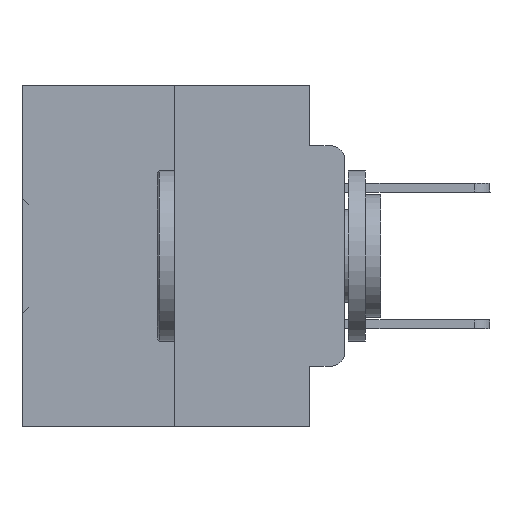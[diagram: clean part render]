
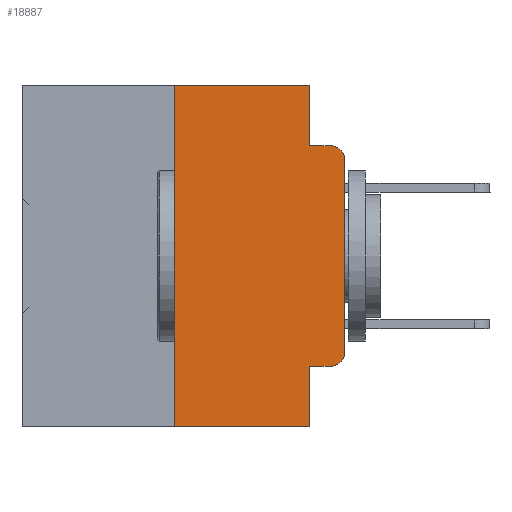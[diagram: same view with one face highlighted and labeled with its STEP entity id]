
A CAD part, left-side view. The second image highlights one B-rep face of the part: STEP entity #18887.
In plain terms, the highlighted planar face has unit normal (-1, 0, 0).
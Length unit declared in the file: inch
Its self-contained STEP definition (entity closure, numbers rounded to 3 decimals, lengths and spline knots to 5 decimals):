
#729 = DIRECTION ( 'NONE',  ( 0., -1., 0. ) ) ;
#761 = DIRECTION ( 'NONE',  ( 0., 0., 1. ) ) ;
#1598 = VERTEX_POINT ( 'NONE', #35634 ) ;
#1599 = VERTEX_POINT ( 'NONE', #29104 ) ;
#2363 = DIRECTION ( 'NONE',  ( 0., -1., 0. ) ) ;
#2380 = ORIENTED_EDGE ( 'NONE', *, *, #21338, .F. ) ;
#2416 = ORIENTED_EDGE ( 'NONE', *, *, #13418, .T. ) ;
#2857 = EDGE_LOOP ( 'NONE', ( #16834, #26447, #35243, #6620, #30172, #2380, #31566, #25558, #2416, #37583 ) ) ;
#2905 = CARTESIAN_POINT ( 'NONE',  ( 0., 0., -0.1085 ) ) ;
#3574 = CARTESIAN_POINT ( 'NONE',  ( 0., 0.051, 0. ) ) ;
#4733 = LINE ( 'NONE', #28660, #5650 ) ;
#5248 = VERTEX_POINT ( 'NONE', #2905 ) ;
#5336 = VERTEX_POINT ( 'NONE', #33106 ) ;
#5543 = LINE ( 'NONE', #20312, #28153 ) ;
#5650 = VECTOR ( 'NONE', #8022, 39.37008 ) ;
#5988 = AXIS2_PLACEMENT_3D ( 'NONE', #25263, #7618, #28262 ) ;
#6620 = ORIENTED_EDGE ( 'NONE', *, *, #23290, .F. ) ;
#7328 = LINE ( 'NONE', #33002, #24841 ) ;
#7405 = CARTESIAN_POINT ( 'NONE',  ( 0., 0., -0.3915 ) ) ;
#7618 = DIRECTION ( 'NONE',  ( 1., 0., 0. ) ) ;
#7822 = AXIS2_PLACEMENT_3D ( 'NONE', #8292, #28926, #11247 ) ;
#8022 = DIRECTION ( 'NONE',  ( 0., 0., -1. ) ) ;
#8292 = CARTESIAN_POINT ( 'NONE',  ( 0., 0.02, -0.3915 ) ) ;
#8423 = VECTOR ( 'NONE', #35259, 39.37008 ) ;
#9771 = EDGE_CURVE ( 'NONE', #33834, #35979, #7328, .T. ) ;
#11168 = CARTESIAN_POINT ( 'NONE',  ( 0., 0.051, 0. ) ) ;
#11247 = DIRECTION ( 'NONE',  ( 0., 0., -1. ) ) ;
#11435 = EDGE_CURVE ( 'NONE', #5336, #27266, #25614, .T. ) ;
#12714 = AXIS2_PLACEMENT_3D ( 'NONE', #15429, #36073, #18434 ) ;
#13418 = EDGE_CURVE ( 'NONE', #35171, #5336, #5543, .T. ) ;
#15407 = EDGE_CURVE ( 'NONE', #35171, #15528, #32664, .T. ) ;
#15429 = CARTESIAN_POINT ( 'NONE',  ( 0., 0.02, -0.1085 ) ) ;
#15528 = VERTEX_POINT ( 'NONE', #27722 ) ;
#15666 = CARTESIAN_POINT ( 'NONE',  ( 0., 0.473, -0.5 ) ) ;
#15690 = CARTESIAN_POINT ( 'NONE',  ( 0., 0.25, 0. ) ) ;
#16120 = VECTOR ( 'NONE', #21291, 39.37008 ) ;
#16834 = ORIENTED_EDGE ( 'NONE', *, *, #33192, .T. ) ;
#16862 = VERTEX_POINT ( 'NONE', #25540 ) ;
#17362 = VECTOR ( 'NONE', #729, 39.37008 ) ;
#17634 = LINE ( 'NONE', #31871, #34218 ) ;
#17638 = CARTESIAN_POINT ( 'NONE',  ( 0., 0., 0. ) ) ;
#18434 = DIRECTION ( 'NONE',  ( 0., 0., -1. ) ) ;
#18887 = ADVANCED_FACE ( 'NONE', ( #24909 ), #22326, .F. ) ;
#19244 = VECTOR ( 'NONE', #761, 39.37008 ) ;
#20312 = CARTESIAN_POINT ( 'NONE',  ( 0., 0.051, -0.4115 ) ) ;
#21291 = DIRECTION ( 'NONE',  ( 0., 0., -1. ) ) ;
#21338 = EDGE_CURVE ( 'NONE', #1599, #33834, #27030, .T. ) ;
#21858 = EDGE_CURVE ( 'NONE', #1599, #15528, #32060, .T. ) ;
#22326 = PLANE ( 'NONE',  #5988 ) ;
#23290 = EDGE_CURVE ( 'NONE', #35979, #1598, #4733, .T. ) ;
#24841 = VECTOR ( 'NONE', #30041, 39.37008 ) ;
#24909 = FACE_OUTER_BOUND ( 'NONE', #2857, .T. ) ;
#25014 = LINE ( 'NONE', #17638, #8423 ) ;
#25263 = CARTESIAN_POINT ( 'NONE',  ( 0., 0.473, 0. ) ) ;
#25264 = EDGE_CURVE ( 'NONE', #1598, #16862, #17634, .T. ) ;
#25540 = CARTESIAN_POINT ( 'NONE',  ( 0., 0.02, -0.0885 ) ) ;
#25558 = ORIENTED_EDGE ( 'NONE', *, *, #15407, .F. ) ;
#25614 = CIRCLE ( 'NONE', #7822, 0.02 ) ;
#26426 = CARTESIAN_POINT ( 'NONE',  ( 0., 0.25, 0. ) ) ;
#26447 = ORIENTED_EDGE ( 'NONE', *, *, #31205, .T. ) ;
#27030 = LINE ( 'NONE', #15690, #19244 ) ;
#27266 = VERTEX_POINT ( 'NONE', #7405 ) ;
#27722 = CARTESIAN_POINT ( 'NONE',  ( 0., 0.051, -0.5 ) ) ;
#27946 = CIRCLE ( 'NONE', #12714, 0.02 ) ;
#28153 = VECTOR ( 'NONE', #34986, 39.37008 ) ;
#28262 = DIRECTION ( 'NONE',  ( 0., 0., -1. ) ) ;
#28660 = CARTESIAN_POINT ( 'NONE',  ( 0., 0.051, 0. ) ) ;
#28926 = DIRECTION ( 'NONE',  ( -1., 0., 0. ) ) ;
#29104 = CARTESIAN_POINT ( 'NONE',  ( 0., 0.25, -0.5 ) ) ;
#30041 = DIRECTION ( 'NONE',  ( 0., -1., 0. ) ) ;
#30172 = ORIENTED_EDGE ( 'NONE', *, *, #9771, .F. ) ;
#31205 = EDGE_CURVE ( 'NONE', #5248, #16862, #27946, .T. ) ;
#31566 = ORIENTED_EDGE ( 'NONE', *, *, #21858, .T. ) ;
#31871 = CARTESIAN_POINT ( 'NONE',  ( 0., 0.051, -0.0885 ) ) ;
#32060 = LINE ( 'NONE', #15666, #17362 ) ;
#32664 = LINE ( 'NONE', #3574, #16120 ) ;
#33002 = CARTESIAN_POINT ( 'NONE',  ( 0., 0.473, 0. ) ) ;
#33106 = CARTESIAN_POINT ( 'NONE',  ( 0., 0.02, -0.4115 ) ) ;
#33192 = EDGE_CURVE ( 'NONE', #27266, #5248, #25014, .T. ) ;
#33834 = VERTEX_POINT ( 'NONE', #26426 ) ;
#34218 = VECTOR ( 'NONE', #2363, 39.37008 ) ;
#34431 = CARTESIAN_POINT ( 'NONE',  ( 0., 0.051, -0.4115 ) ) ;
#34986 = DIRECTION ( 'NONE',  ( 0., -1., 0. ) ) ;
#35171 = VERTEX_POINT ( 'NONE', #34431 ) ;
#35243 = ORIENTED_EDGE ( 'NONE', *, *, #25264, .F. ) ;
#35259 = DIRECTION ( 'NONE',  ( 0., 0., 1. ) ) ;
#35634 = CARTESIAN_POINT ( 'NONE',  ( 0., 0.051, -0.0885 ) ) ;
#35979 = VERTEX_POINT ( 'NONE', #11168 ) ;
#36073 = DIRECTION ( 'NONE',  ( -1., 0., 0. ) ) ;
#37583 = ORIENTED_EDGE ( 'NONE', *, *, #11435, .T. ) ;
